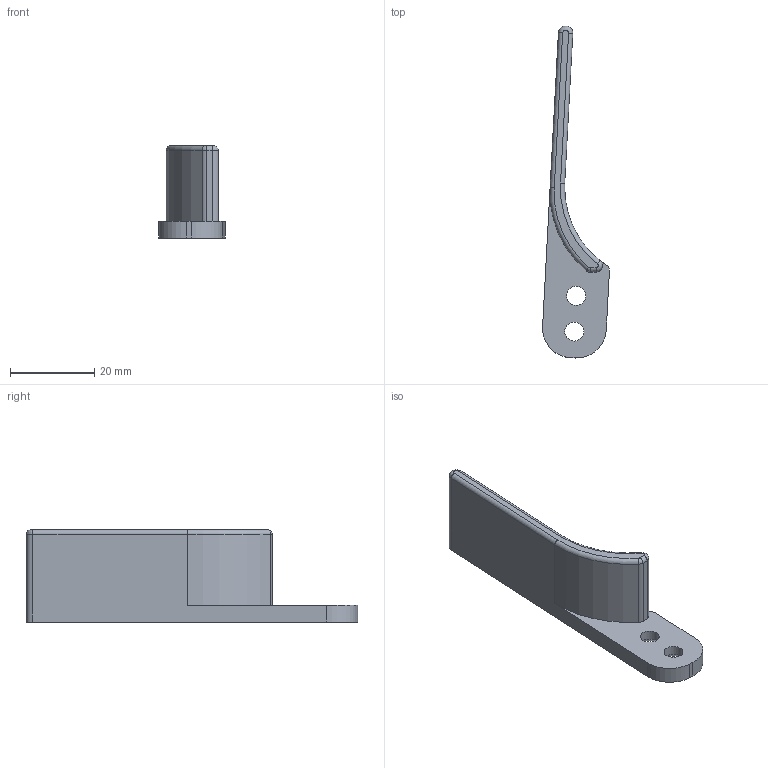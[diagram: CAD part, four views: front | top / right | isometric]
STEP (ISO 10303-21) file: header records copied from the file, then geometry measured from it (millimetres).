
FILE_DESCRIPTION(('FreeCAD Model'),'2;1');
FILE_NAME('Open CASCADE Shape Model','2025-10-04T15:58:53',(''),(''), 'Open CASCADE STEP processor 7.6','FreeCAD','Unknown');
FILE_SCHEMA(('AUTOMOTIVE_DESIGN { 1 0 10303 214 1 1 1 1 }'));
Length unit declared in the file: millimetre
Products named in the file (1): Holder
Bounding box: 15.88 x 78.86 x 21.9 mm (x, y, z)
Volume: 5944.7 mm3; surface area: 4081.4 mm2
Topology: 1 solids, 1 shells, 28 faces, 68 edges, 42 vertices
Faces by surface type: cylinder 13, plane 8, revolution 3, cone 2, torus 2
Full cylindrical faces by diameter (mm): 4.5 x2
Entity records: 1820 total; most frequent: CARTESIAN_POINT 401, DIRECTION 279, LINE 147, VECTOR 147, ORIENTED_EDGE 136, PCURVE 136, DEFINITIONAL_REPRESENTATION 136, EDGE_CURVE 68
